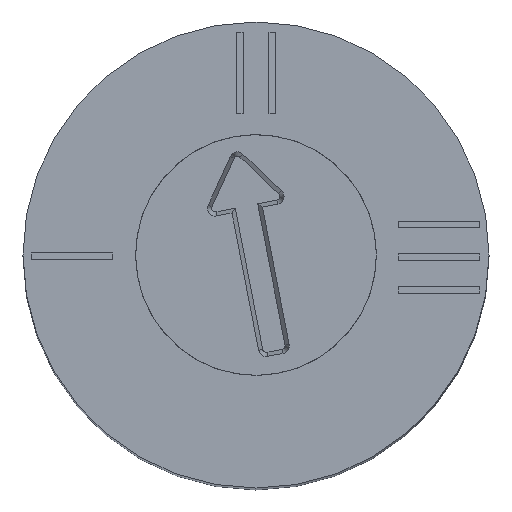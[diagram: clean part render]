
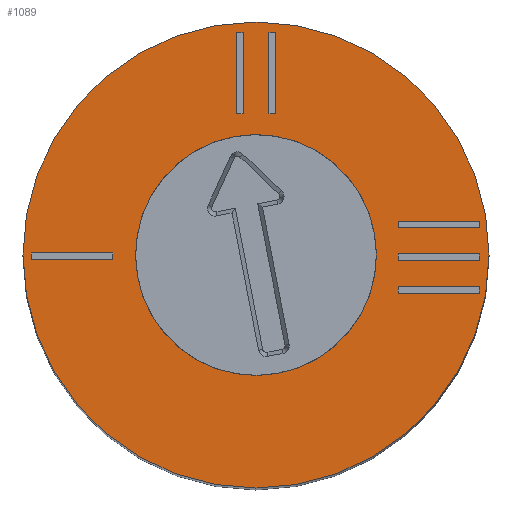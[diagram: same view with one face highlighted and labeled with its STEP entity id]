
A CAD part, top view. The second image highlights one B-rep face of the part: STEP entity #1089.
In plain terms, the highlighted planar face has unit normal (0, 0, 1).
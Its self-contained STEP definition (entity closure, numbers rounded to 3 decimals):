
#30=FACE_BOUND('',#204,.T.);
#31=FACE_BOUND('',#205,.T.);
#32=FACE_BOUND('',#206,.T.);
#33=FACE_BOUND('',#207,.T.);
#34=FACE_BOUND('',#208,.T.);
#35=FACE_BOUND('',#209,.T.);
#36=FACE_BOUND('',#210,.T.);
#57=CIRCLE('',#1226,1.55);
#63=CIRCLE('',#1236,3.);
#137=FACE_OUTER_BOUND('',#203,.T.);
#203=EDGE_LOOP('',(#879));
#204=EDGE_LOOP('',(#880,#881,#882,#883));
#205=EDGE_LOOP('',(#884,#885,#886,#887));
#206=EDGE_LOOP('',(#888,#889,#890,#891));
#207=EDGE_LOOP('',(#892,#893,#894,#895));
#208=EDGE_LOOP('',(#896,#897,#898,#899));
#209=EDGE_LOOP('',(#900,#901,#902,#903));
#210=EDGE_LOOP('',(#904));
#236=LINE('',#1614,#348);
#239=LINE('',#1620,#351);
#242=LINE('',#1626,#354);
#245=LINE('',#1630,#357);
#248=LINE('',#1639,#360);
#251=LINE('',#1645,#363);
#254=LINE('',#1651,#366);
#257=LINE('',#1655,#369);
#260=LINE('',#1664,#372);
#263=LINE('',#1670,#375);
#266=LINE('',#1676,#378);
#269=LINE('',#1680,#381);
#272=LINE('',#1689,#384);
#275=LINE('',#1695,#387);
#278=LINE('',#1701,#390);
#281=LINE('',#1705,#393);
#284=LINE('',#1714,#396);
#287=LINE('',#1720,#399);
#290=LINE('',#1726,#402);
#293=LINE('',#1730,#405);
#296=LINE('',#1739,#408);
#299=LINE('',#1745,#411);
#302=LINE('',#1751,#414);
#305=LINE('',#1755,#417);
#348=VECTOR('',#1289,10.);
#351=VECTOR('',#1294,10.);
#354=VECTOR('',#1299,10.);
#357=VECTOR('',#1304,10.);
#360=VECTOR('',#1311,10.);
#363=VECTOR('',#1316,10.);
#366=VECTOR('',#1321,10.);
#369=VECTOR('',#1326,10.);
#372=VECTOR('',#1333,10.);
#375=VECTOR('',#1338,10.);
#378=VECTOR('',#1343,10.);
#381=VECTOR('',#1348,10.);
#384=VECTOR('',#1355,10.);
#387=VECTOR('',#1360,10.);
#390=VECTOR('',#1365,10.);
#393=VECTOR('',#1370,10.);
#396=VECTOR('',#1377,10.);
#399=VECTOR('',#1382,10.);
#402=VECTOR('',#1387,10.);
#405=VECTOR('',#1392,10.);
#408=VECTOR('',#1399,10.);
#411=VECTOR('',#1404,10.);
#414=VECTOR('',#1409,10.);
#417=VECTOR('',#1414,10.);
#460=VERTEX_POINT('',#1611);
#461=VERTEX_POINT('',#1613);
#463=VERTEX_POINT('',#1619);
#465=VERTEX_POINT('',#1625);
#468=VERTEX_POINT('',#1636);
#469=VERTEX_POINT('',#1638);
#471=VERTEX_POINT('',#1644);
#473=VERTEX_POINT('',#1650);
#476=VERTEX_POINT('',#1661);
#477=VERTEX_POINT('',#1663);
#479=VERTEX_POINT('',#1669);
#481=VERTEX_POINT('',#1675);
#484=VERTEX_POINT('',#1686);
#485=VERTEX_POINT('',#1688);
#487=VERTEX_POINT('',#1694);
#489=VERTEX_POINT('',#1700);
#492=VERTEX_POINT('',#1711);
#493=VERTEX_POINT('',#1713);
#495=VERTEX_POINT('',#1719);
#497=VERTEX_POINT('',#1725);
#500=VERTEX_POINT('',#1736);
#501=VERTEX_POINT('',#1738);
#503=VERTEX_POINT('',#1744);
#505=VERTEX_POINT('',#1750);
#517=VERTEX_POINT('',#1792);
#523=VERTEX_POINT('',#1812);
#558=EDGE_CURVE('',#461,#460,#236,.T.);
#561=EDGE_CURVE('',#463,#461,#239,.T.);
#564=EDGE_CURVE('',#465,#463,#242,.T.);
#567=EDGE_CURVE('',#460,#465,#245,.T.);
#570=EDGE_CURVE('',#469,#468,#248,.T.);
#573=EDGE_CURVE('',#471,#469,#251,.T.);
#576=EDGE_CURVE('',#473,#471,#254,.T.);
#579=EDGE_CURVE('',#468,#473,#257,.T.);
#582=EDGE_CURVE('',#477,#476,#260,.T.);
#585=EDGE_CURVE('',#479,#477,#263,.T.);
#588=EDGE_CURVE('',#481,#479,#266,.T.);
#591=EDGE_CURVE('',#476,#481,#269,.T.);
#594=EDGE_CURVE('',#485,#484,#272,.T.);
#597=EDGE_CURVE('',#487,#485,#275,.T.);
#600=EDGE_CURVE('',#489,#487,#278,.T.);
#603=EDGE_CURVE('',#484,#489,#281,.T.);
#606=EDGE_CURVE('',#493,#492,#284,.T.);
#609=EDGE_CURVE('',#495,#493,#287,.T.);
#612=EDGE_CURVE('',#497,#495,#290,.T.);
#615=EDGE_CURVE('',#492,#497,#293,.T.);
#618=EDGE_CURVE('',#501,#500,#296,.T.);
#621=EDGE_CURVE('',#503,#501,#299,.T.);
#624=EDGE_CURVE('',#505,#503,#302,.T.);
#627=EDGE_CURVE('',#500,#505,#305,.T.);
#644=EDGE_CURVE('',#517,#517,#57,.T.);
#654=EDGE_CURVE('',#523,#523,#63,.T.);
#879=ORIENTED_EDGE('',*,*,#654,.F.);
#880=ORIENTED_EDGE('',*,*,#558,.T.);
#881=ORIENTED_EDGE('',*,*,#567,.T.);
#882=ORIENTED_EDGE('',*,*,#564,.T.);
#883=ORIENTED_EDGE('',*,*,#561,.T.);
#884=ORIENTED_EDGE('',*,*,#570,.T.);
#885=ORIENTED_EDGE('',*,*,#579,.T.);
#886=ORIENTED_EDGE('',*,*,#576,.T.);
#887=ORIENTED_EDGE('',*,*,#573,.T.);
#888=ORIENTED_EDGE('',*,*,#582,.T.);
#889=ORIENTED_EDGE('',*,*,#591,.T.);
#890=ORIENTED_EDGE('',*,*,#588,.T.);
#891=ORIENTED_EDGE('',*,*,#585,.T.);
#892=ORIENTED_EDGE('',*,*,#594,.T.);
#893=ORIENTED_EDGE('',*,*,#603,.T.);
#894=ORIENTED_EDGE('',*,*,#600,.T.);
#895=ORIENTED_EDGE('',*,*,#597,.T.);
#896=ORIENTED_EDGE('',*,*,#606,.T.);
#897=ORIENTED_EDGE('',*,*,#615,.T.);
#898=ORIENTED_EDGE('',*,*,#612,.T.);
#899=ORIENTED_EDGE('',*,*,#609,.T.);
#900=ORIENTED_EDGE('',*,*,#618,.T.);
#901=ORIENTED_EDGE('',*,*,#627,.T.);
#902=ORIENTED_EDGE('',*,*,#624,.T.);
#903=ORIENTED_EDGE('',*,*,#621,.T.);
#904=ORIENTED_EDGE('',*,*,#644,.T.);
#1035=PLANE('',#1237);
#1089=ADVANCED_FACE('',(#137,#30,#31,#32,#33,#34,#35,#36),#1035,.F.);
#1226=AXIS2_PLACEMENT_3D('',#1793,#1460,#1461);
#1236=AXIS2_PLACEMENT_3D('',#1813,#1484,#1485);
#1237=AXIS2_PLACEMENT_3D('',#1815,#1487,#1488);
#1289=DIRECTION('',(1.,0.,0.));
#1294=DIRECTION('',(0.,1.,0.));
#1299=DIRECTION('',(-1.,0.,0.));
#1304=DIRECTION('',(0.,-1.,0.));
#1311=DIRECTION('',(1.,0.,0.));
#1316=DIRECTION('',(0.,1.,0.));
#1321=DIRECTION('',(-1.,0.,0.));
#1326=DIRECTION('',(0.,-1.,0.));
#1333=DIRECTION('',(1.,0.,0.));
#1338=DIRECTION('',(0.,1.,0.));
#1343=DIRECTION('',(-1.,0.,0.));
#1348=DIRECTION('',(0.,-1.,0.));
#1355=DIRECTION('',(0.,-1.,0.));
#1360=DIRECTION('',(1.,0.,0.));
#1365=DIRECTION('',(0.,1.,0.));
#1370=DIRECTION('',(-1.,0.,0.));
#1377=DIRECTION('',(0.,-1.,0.));
#1382=DIRECTION('',(1.,0.,0.));
#1387=DIRECTION('',(0.,1.,0.));
#1392=DIRECTION('',(-1.,0.,0.));
#1399=DIRECTION('',(1.,0.,0.));
#1404=DIRECTION('',(0.,1.,0.));
#1409=DIRECTION('',(-1.,0.,0.));
#1414=DIRECTION('',(0.,-1.,0.));
#1460=DIRECTION('center_axis',(0.,0.,-1.));
#1461=DIRECTION('ref_axis',(1.,0.,0.));
#1484=DIRECTION('center_axis',(0.,0.,-1.));
#1485=DIRECTION('ref_axis',(-1.,0.,0.));
#1487=DIRECTION('center_axis',(0.,0.,-1.));
#1488=DIRECTION('ref_axis',(-1.,0.,0.));
#1611=CARTESIAN_POINT('',(2.877,0.438,17.));
#1613=CARTESIAN_POINT('',(1.83,0.438,17.));
#1614=CARTESIAN_POINT('',(1.438,0.438,17.));
#1619=CARTESIAN_POINT('',(1.83,0.348,17.));
#1620=CARTESIAN_POINT('',(1.83,0.219,17.));
#1625=CARTESIAN_POINT('',(2.877,0.348,17.));
#1626=CARTESIAN_POINT('',(0.915,0.348,17.));
#1630=CARTESIAN_POINT('',(2.877,0.174,17.));
#1636=CARTESIAN_POINT('',(2.877,0.017,17.));
#1638=CARTESIAN_POINT('',(1.83,0.017,17.));
#1639=CARTESIAN_POINT('',(1.438,0.017,17.));
#1644=CARTESIAN_POINT('',(1.83,-0.072,17.));
#1645=CARTESIAN_POINT('',(1.83,0.008,17.));
#1650=CARTESIAN_POINT('',(2.877,-0.072,17.));
#1651=CARTESIAN_POINT('',(0.915,-0.072,17.));
#1655=CARTESIAN_POINT('',(2.877,-0.036,17.));
#1661=CARTESIAN_POINT('',(2.877,-0.404,17.));
#1663=CARTESIAN_POINT('',(1.83,-0.404,17.));
#1664=CARTESIAN_POINT('',(1.438,-0.404,17.));
#1669=CARTESIAN_POINT('',(1.83,-0.493,17.));
#1670=CARTESIAN_POINT('',(1.83,-0.202,17.));
#1675=CARTESIAN_POINT('',(2.877,-0.493,17.));
#1676=CARTESIAN_POINT('',(0.915,-0.493,17.));
#1680=CARTESIAN_POINT('',(2.877,-0.247,17.));
#1686=CARTESIAN_POINT('',(0.256,1.817,17.));
#1688=CARTESIAN_POINT('',(0.256,2.863,17.));
#1689=CARTESIAN_POINT('',(0.256,0.909,17.));
#1694=CARTESIAN_POINT('',(0.167,2.863,17.));
#1695=CARTESIAN_POINT('',(0.128,2.863,17.));
#1700=CARTESIAN_POINT('',(0.167,1.817,17.));
#1701=CARTESIAN_POINT('',(0.167,1.432,17.));
#1705=CARTESIAN_POINT('',(0.083,1.817,17.));
#1711=CARTESIAN_POINT('',(-0.164,1.817,17.));
#1713=CARTESIAN_POINT('',(-0.164,2.863,17.));
#1714=CARTESIAN_POINT('',(-0.164,0.909,17.));
#1719=CARTESIAN_POINT('',(-0.254,2.863,17.));
#1720=CARTESIAN_POINT('',(-0.082,2.863,17.));
#1725=CARTESIAN_POINT('',(-0.254,1.817,17.));
#1726=CARTESIAN_POINT('',(-0.254,1.432,17.));
#1730=CARTESIAN_POINT('',(-0.127,1.817,17.));
#1736=CARTESIAN_POINT('',(-1.844,0.028,17.));
#1738=CARTESIAN_POINT('',(-2.89,0.028,17.));
#1739=CARTESIAN_POINT('',(-0.922,0.028,17.));
#1744=CARTESIAN_POINT('',(-2.89,-0.062,17.));
#1745=CARTESIAN_POINT('',(-2.89,0.014,17.));
#1750=CARTESIAN_POINT('',(-1.844,-0.062,17.));
#1751=CARTESIAN_POINT('',(-1.445,-0.062,17.));
#1755=CARTESIAN_POINT('',(-1.844,-0.031,17.));
#1792=CARTESIAN_POINT('',(-1.55,0.,17.));
#1793=CARTESIAN_POINT('Origin',(0.,0.,17.));
#1812=CARTESIAN_POINT('',(3.,0.,17.));
#1813=CARTESIAN_POINT('Origin',(0.,0.,17.));
#1815=CARTESIAN_POINT('Origin',(0.,0.,17.));
